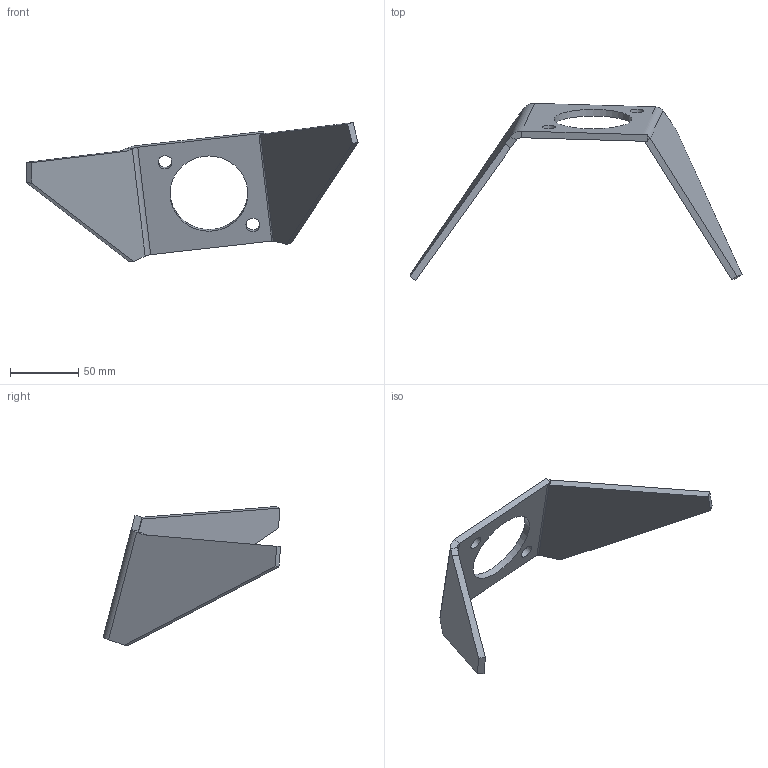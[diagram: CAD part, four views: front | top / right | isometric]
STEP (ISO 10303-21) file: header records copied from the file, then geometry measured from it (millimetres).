
FILE_DESCRIPTION(/* description */ (''),/* implementation_level */ '2;1');
FILE_NAME(/* name */ 'MANIFOLD_SOLID_BREP_6297_1.stp',/* time_stamp */ '2016-06-02T11:26:15+02:00',/* author */ (''),/* organization */ (''),/* preprocessor_version */ 'ST-DEVELOPER v16.5',/* originating_system */ 'Autodesk Translation Framework v5.0.0.3310',/* authorisation */ '');
FILE_SCHEMA (('AUTOMOTIVE_DESIGN { 1 0 10303 214 3 1 1 }'));
Length unit declared in the file: centimetre
Products named in the file (1): MANIFOLD_SOLID_BREP_6297_1
Bounding box: 243.55 x 130.11 x 101.96 mm (x, y, z)
Volume: 94171.6 mm3; surface area: 42889.6 mm2
Topology: 1 solids, 1 shells, 30 faces, 68 edges, 40 vertices
Faces by surface type: plane 23, cylinder 7
Full cylindrical faces by diameter (mm): 10.15 x2, 57 x1
Entity records: 840 total; most frequent: DIRECTION 140, CARTESIAN_POINT 139, ORIENTED_EDGE 130, EDGE_CURVE 65, LINE 50, VECTOR 50, AXIS2_PLACEMENT_3D 45, VERTEX_POINT 40
